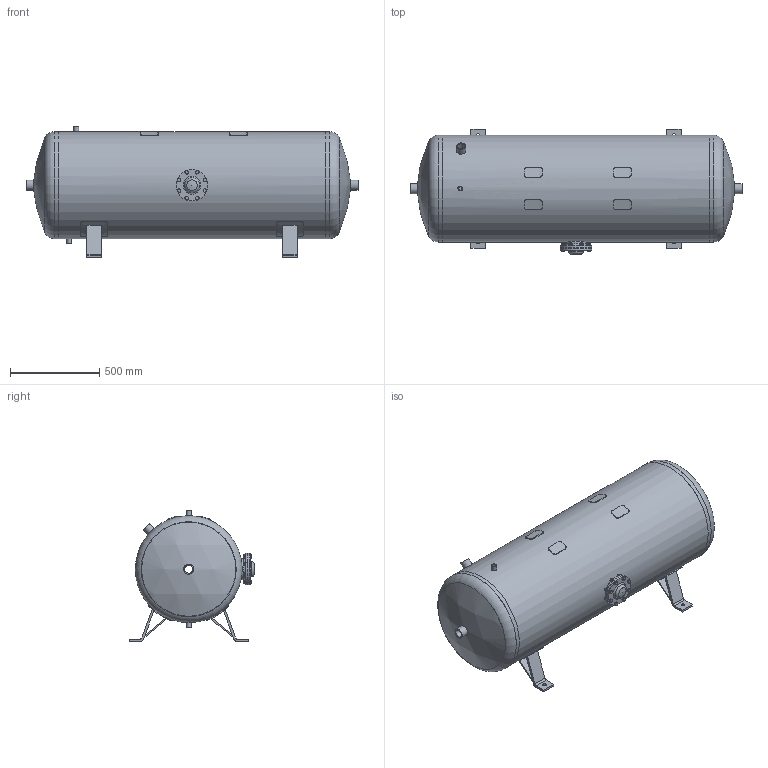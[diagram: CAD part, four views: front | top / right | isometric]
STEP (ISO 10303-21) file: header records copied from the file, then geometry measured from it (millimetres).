
FILE_DESCRIPTION(/* description */ (''),/* implementation_level */ '2;1');
FILE_NAME(/* name */ 'MB 101095-0.500.stp',/* time_stamp */ '2024-03-08T11:40:42+01:00',/* author */ ('m.ebener'),/* organization */ (''),/* preprocessor_version */ 'ST-DEVELOPER v16.1',/* originating_system */ 'Autodesk Inventor 2016',/* authorisation */ '');
FILE_SCHEMA (('AUTOMOTIVE_DESIGN { 1 0 10303 214 3 1 1 }'));
Length unit declared in the file: millimetre
Products named in the file (13): Mantel; Behälterfuß; Ring; Dichtung; Deckel; DIN 934 - M12 x 1,75; DIN 933 - M12  x 40; Reinigungsverschluß - 100mm; Standardmuffe - G 1_2; Standardmuffe - G 1 1_4; Boden; Standardmuffe - G 1 1_2; MB 101095-0.500
Assembly tree (30 placements, depth 3):
  MB 101095-0.500
    Mantel
    Behälterfuß  x2
    Reinigungsverschluß - 100mm
      Ring
      Dichtung
      Deckel
      DIN 934 - M12 x 1,75  x8
      DIN 933 - M12  x 40  x8
    Standardmuffe - G 1_2  x2
    Standardmuffe - G 1 1_4
    Boden  x2
    Standardmuffe - G 1 1_2  x2
Bounding box: 1864.63 x 707 x 733.69 mm (x, y, z)
Volume: 20425125.2 mm3; surface area: 7910782.3 mm2
Topology: 31 solids, 31 shells, 503 faces, 1149 edges, 733 vertices
Faces by surface type: plane 249, cylinder 140, cone 96, torus 12, sphere 4, bspline 2
Full cylindrical faces by diameter (mm): 10.106 x8, 11.053 x8, 12 x16, 14 x16, 17.2 x8, 18.631 x2, 19 x4, 26.9 x4, 38.952 x1, 44.845 x2, 51 x2, 57 x4, 100 x1, 117 x2, 137 x1, 177 x3, 590 x3, 600 x3
Entity records: 6625 total; most frequent: CARTESIAN_POINT 1856, DIRECTION 944, ORIENTED_EDGE 786, AXIS2_PLACEMENT_3D 397, EDGE_CURVE 391, EDGE_LOOP 354, VERTEX_POINT 297, FACE_OUTER_BOUND 197
